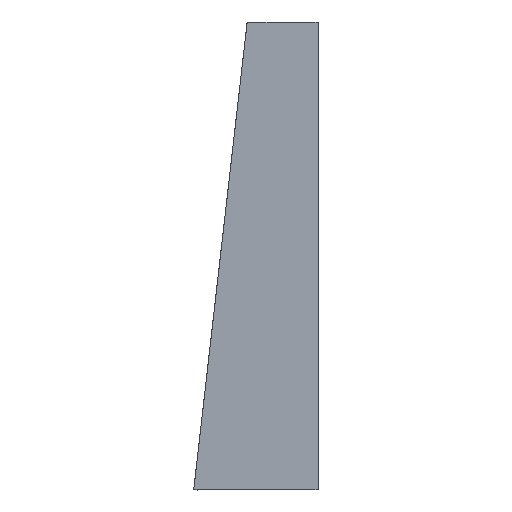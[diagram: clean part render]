
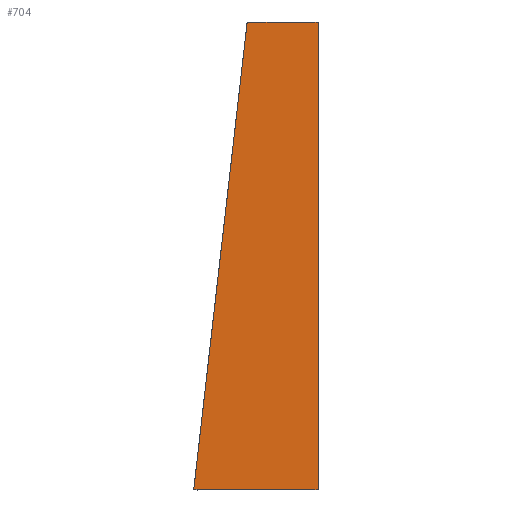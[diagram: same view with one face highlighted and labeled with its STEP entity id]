
A CAD part, front view. The second image highlights one B-rep face of the part: STEP entity #704.
In plain terms, the highlighted planar face has unit normal (0, -1, 0).
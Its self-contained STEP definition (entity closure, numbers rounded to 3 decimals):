
#50=PLANE('',#768);
#75=FACE_OUTER_BOUND('',#113,.T.);
#113=EDGE_LOOP('',(#515,#516,#517,#518,#519,#520,#521,#522));
#156=LINE('',#1069,#230);
#175=LINE('',#1142,#249);
#176=LINE('',#1144,#250);
#177=LINE('',#1146,#251);
#178=LINE('',#1147,#252);
#179=LINE('',#1148,#253);
#230=VECTOR('',#820,10.);
#249=VECTOR('',#861,10.);
#250=VECTOR('',#862,10.);
#251=VECTOR('',#863,10.);
#252=VECTOR('',#864,10.);
#253=VECTOR('',#865,10.);
#297=B_SPLINE_CURVE_WITH_KNOTS('',3,(#1030,#1031,#1032,#1033,#1034,#1035,
#1036,#1037,#1038,#1039),.UNSPECIFIED.,.F.,.F.,(4,2,2,2,4),(-1.065,
-1.02,-0.938,-0.828,-0.815),
 .UNSPECIFIED.);
#300=B_SPLINE_CURVE_WITH_KNOTS('',3,(#1132,#1133,#1134,#1135,#1136,#1137,
#1138,#1139,#1140,#1141),.UNSPECIFIED.,.F.,.F.,(4,2,2,2,4),(1.06,
1.091,1.172,1.274,1.314),
 .UNSPECIFIED.);
#306=VERTEX_POINT('',#1018);
#307=VERTEX_POINT('',#1029);
#316=VERTEX_POINT('',#1066);
#317=VERTEX_POINT('',#1068);
#341=VERTEX_POINT('',#1130);
#342=VERTEX_POINT('',#1131);
#343=VERTEX_POINT('',#1143);
#344=VERTEX_POINT('',#1145);
#372=EDGE_CURVE('',#307,#306,#297,.T.);
#383=EDGE_CURVE('',#317,#316,#156,.T.);
#411=EDGE_CURVE('',#341,#342,#300,.T.);
#412=EDGE_CURVE('',#317,#341,#175,.T.);
#413=EDGE_CURVE('',#316,#343,#176,.T.);
#414=EDGE_CURVE('',#343,#344,#177,.T.);
#415=EDGE_CURVE('',#307,#344,#178,.T.);
#416=EDGE_CURVE('',#342,#306,#179,.T.);
#515=ORIENTED_EDGE('',*,*,#411,.F.);
#516=ORIENTED_EDGE('',*,*,#412,.F.);
#517=ORIENTED_EDGE('',*,*,#383,.T.);
#518=ORIENTED_EDGE('',*,*,#413,.T.);
#519=ORIENTED_EDGE('',*,*,#414,.T.);
#520=ORIENTED_EDGE('',*,*,#415,.F.);
#521=ORIENTED_EDGE('',*,*,#372,.T.);
#522=ORIENTED_EDGE('',*,*,#416,.F.);
#704=ADVANCED_FACE('',(#75),#50,.T.);
#768=AXIS2_PLACEMENT_3D('',#1129,#859,#860);
#820=DIRECTION('',(1.,0.,0.));
#859=DIRECTION('center_axis',(0.,-1.,0.));
#860=DIRECTION('ref_axis',(0.,0.,-1.));
#861=DIRECTION('',(-1.,0.,0.));
#862=DIRECTION('',(0.,0.,1.));
#863=DIRECTION('',(-1.,0.,0.));
#864=DIRECTION('',(1.,0.,0.));
#865=DIRECTION('',(0.114,0.,0.994));
#1018=CARTESIAN_POINT('',(-30.481,0.,0.17));
#1029=CARTESIAN_POINT('',(-27.48,0.,0.));
#1030=CARTESIAN_POINT('Ctrl Pts',(-27.48,0.,
0.));
#1031=CARTESIAN_POINT('Ctrl Pts',(-27.663,0.,
0.008));
#1032=CARTESIAN_POINT('Ctrl Pts',(-27.847,0.,
0.015));
#1033=CARTESIAN_POINT('Ctrl Pts',(-28.367,0.,
0.038));
#1034=CARTESIAN_POINT('Ctrl Pts',(-28.676,0.,
0.053));
#1035=CARTESIAN_POINT('Ctrl Pts',(-29.45,0.,
0.096));
#1036=CARTESIAN_POINT('Ctrl Pts',(-29.88,0.,
0.125));
#1037=CARTESIAN_POINT('Ctrl Pts',(-30.372,0.,
0.162));
#1038=CARTESIAN_POINT('Ctrl Pts',(-30.426,0.,
0.166));
#1039=CARTESIAN_POINT('Ctrl Pts',(-30.481,0.,
0.17));
#1066=CARTESIAN_POINT('',(1.5,0.,-210.));
#1068=CARTESIAN_POINT('',(-1.5,0.,-210.));
#1069=CARTESIAN_POINT('',(-13.902,0.,-210.));
#1129=CARTESIAN_POINT('Origin',(-26.304,0.,
-105.));
#1130=CARTESIAN_POINT('',(-51.48,0.,-210.));
#1131=CARTESIAN_POINT('',(-54.481,0.,-209.83));
#1132=CARTESIAN_POINT('Ctrl Pts',(-51.48,0.,
-210.));
#1133=CARTESIAN_POINT('Ctrl Pts',(-51.605,0.,
-209.995));
#1134=CARTESIAN_POINT('Ctrl Pts',(-51.73,0.,
-209.99));
#1135=CARTESIAN_POINT('Ctrl Pts',(-52.186,0.,
-209.97));
#1136=CARTESIAN_POINT('Ctrl Pts',(-52.486,0.,
-209.957));
#1137=CARTESIAN_POINT('Ctrl Pts',(-53.215,0.,
-209.918));
#1138=CARTESIAN_POINT('Ctrl Pts',(-53.606,0.,
-209.894));
#1139=CARTESIAN_POINT('Ctrl Pts',(-54.164,0.,
-209.854));
#1140=CARTESIAN_POINT('Ctrl Pts',(-54.322,0.,
-209.842));
#1141=CARTESIAN_POINT('Ctrl Pts',(-54.481,0.,
-209.83));
#1142=CARTESIAN_POINT('',(-1.5,0.,-210.));
#1143=CARTESIAN_POINT('',(1.5,0.,0.));
#1144=CARTESIAN_POINT('',(1.5,0.,-105.));
#1145=CARTESIAN_POINT('',(-1.5,0.,0.));
#1146=CARTESIAN_POINT('',(-13.902,0.,0.));
#1147=CARTESIAN_POINT('',(1.893,0.,0.));
#1148=CARTESIAN_POINT('',(-42.386,0.,-104.006));
